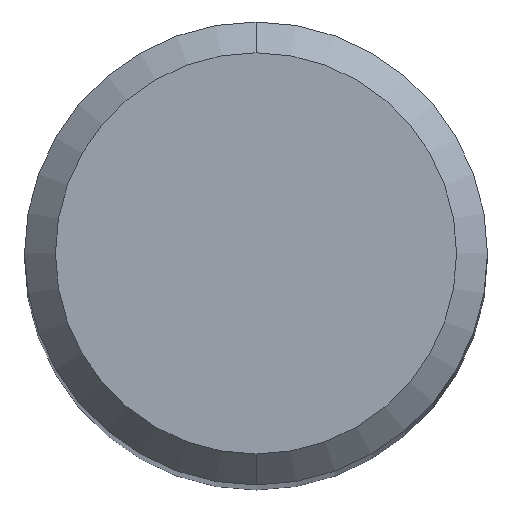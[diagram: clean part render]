
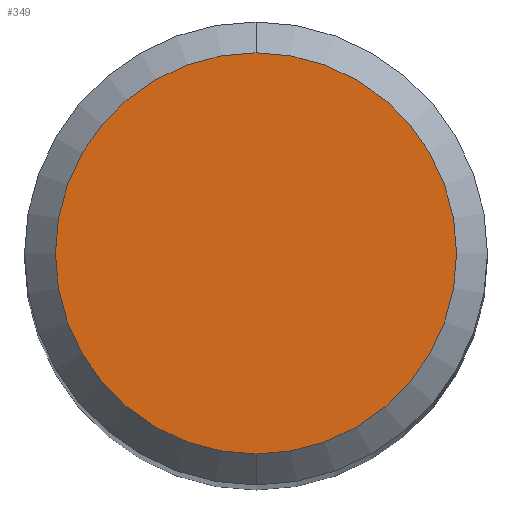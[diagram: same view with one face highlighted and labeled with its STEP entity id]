
A CAD part, top view. The second image highlights one B-rep face of the part: STEP entity #349.
In plain terms, the highlighted planar face has unit normal (0, 0, 1).
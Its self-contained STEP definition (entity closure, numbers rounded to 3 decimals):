
#303=VERTEX_POINT('',#858);
#349=ADVANCED_FACE('',(#909),#910,.T.);
#597=VERTEX_POINT('',#1192);
#649=EDGE_CURVE('',#597,#303,#1245,.T.);
#663=EDGE_CURVE('',#303,#597,#1262,.T.);
#858=CARTESIAN_POINT('',(0.,-2.6,0.0));
#909=FACE_OUTER_BOUND('',#1542,.T.);
#910=PLANE('',#1543);
#1192=CARTESIAN_POINT('',(0.0,2.6,0.0));
#1245=CIRCLE('',#2138,2.6);
#1262=CIRCLE('',#2159,2.6);
#1542=EDGE_LOOP('',(#2702,#2703));
#1543=AXIS2_PLACEMENT_3D('',#2704,#2705,#2706);
#2138=AXIS2_PLACEMENT_3D('',#3161,#3162,#3163);
#2159=AXIS2_PLACEMENT_3D('',#3208,#3209,#3210);
#2702=ORIENTED_EDGE('',*,*,#649,.F.);
#2703=ORIENTED_EDGE('',*,*,#663,.F.);
#2704=CARTESIAN_POINT('',(0.0,1.3,0.0));
#2705=DIRECTION('',(-0.0,0.0,1.0));
#2706=DIRECTION('',(0.0,-1.0,0.0));
#3161=CARTESIAN_POINT('',(0.0,0.0,0.0));
#3162=DIRECTION('',(0.0,0.0,-1.0));
#3163=DIRECTION('',(0.0,1.0,0.0));
#3208=CARTESIAN_POINT('',(0.0,0.0,0.0));
#3209=DIRECTION('',(0.0,0.0,-1.0));
#3210=DIRECTION('',(0.0,1.0,0.0));
